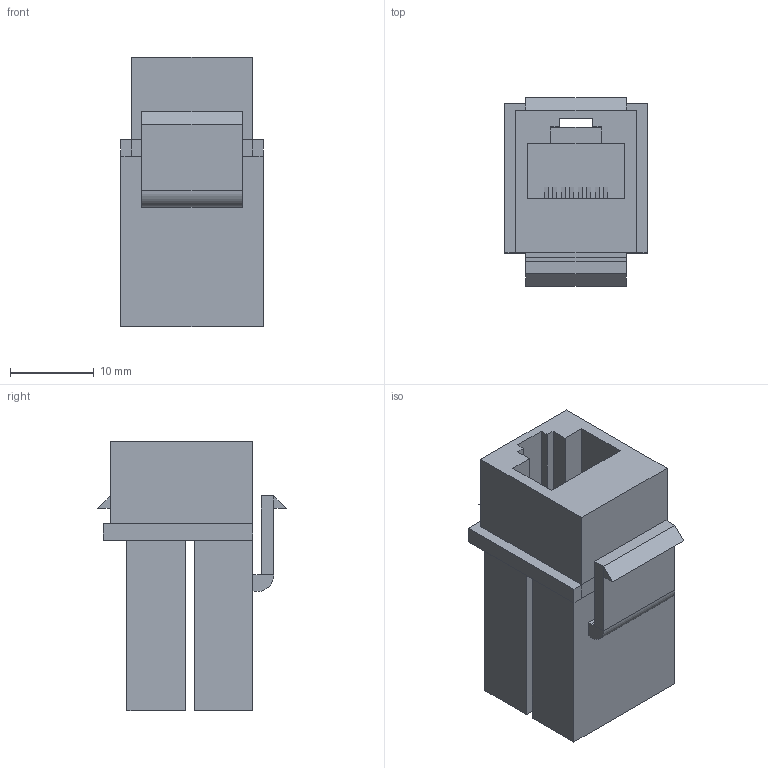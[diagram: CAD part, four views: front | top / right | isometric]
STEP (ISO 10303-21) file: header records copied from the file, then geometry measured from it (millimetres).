
FILE_DESCRIPTION(('FreeCAD Model'),'2;1');
FILE_NAME('Open CASCADE Shape Model','2024-04-30T13:26:31',('Author'),( ''),'Open CASCADE STEP processor 7.5','FreeCAD','Unknown');
FILE_SCHEMA(('AUTOMOTIVE_DESIGN { 1 0 10303 214 1 1 1 1 }'));
Length unit declared in the file: millimetre
Products named in the file (12): HXJ6OR; RJ45 Body; RJ45 Cover; Pins001; Pin001; Pin002; Pin003; Pin004; Pin005; Pin006; Pin007; Pin008
Assembly tree (11 placements, depth 3):
  HXJ6OR
    RJ45 Body
    RJ45 Cover
    Pins001
      Pin001
      Pin002
      Pin003
      Pin004
      Pin005
      Pin006
      Pin007
      Pin008
Bounding box: 17 x 22.5 x 32.1 mm (x, y, z)
Volume: 7177.1 mm3; surface area: 4474.8 mm2
Topology: 10 solids, 10 shells, 137 faces, 329 edges, 214 vertices
Faces by surface type: plane 120, cylinder 17
Entity records: 4306 total; most frequent: CARTESIAN_POINT 692, DIRECTION 661, ORIENTED_EDGE 658, EDGE_CURVE 329, LINE 295, VECTOR 295, VERTEX_POINT 214, AXIS2_PLACEMENT_3D 183
